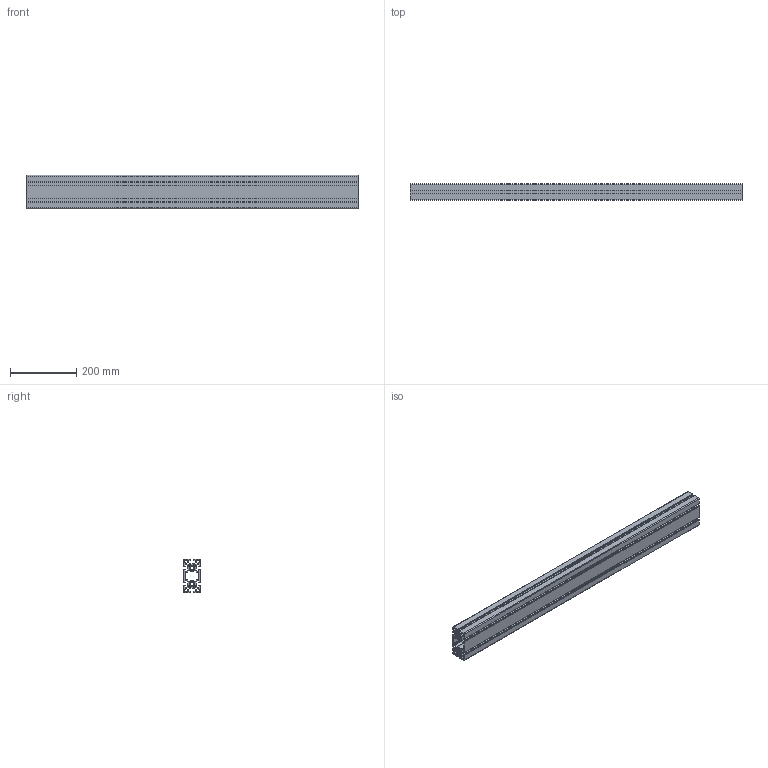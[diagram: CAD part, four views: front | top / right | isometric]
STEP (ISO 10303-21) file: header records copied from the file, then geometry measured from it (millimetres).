
FILE_DESCRIPTION(('STEP AP214'), '1');
FILE_NAME('HL50100W', '', ('UNSPECIFIED'), ('UNSPECIFIED'), 'ASCON STEP Converter 1.6', 'ASCON Math Kernel', '');
FILE_SCHEMA(('AUTOMOTIVE_DESIGN { 1 0 10303 214 3 1 1}'));
Length unit declared in the file: millimetre
Bounding box: 1000 x 50 x 100 mm (x, y, z)
Volume: 1912241.6 mm3; surface area: 1101083.4 mm2
Topology: 1 solids, 1 shells, 361 faces, 1077 edges, 718 vertices
Faces by surface type: cylinder 213, plane 148
Entity records: 15257 total; most frequent: DIRECTION 2227, CARTESIAN_POINT 2157, ORIENTED_EDGE 2154, EDGE_CURVE 1077, AXIS2_PLACEMENT_3D 788, VERTEX_POINT 718, LINE 651, VECTOR 651
